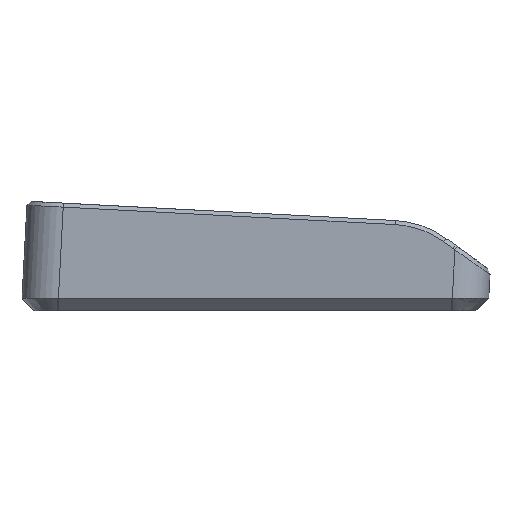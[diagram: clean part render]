
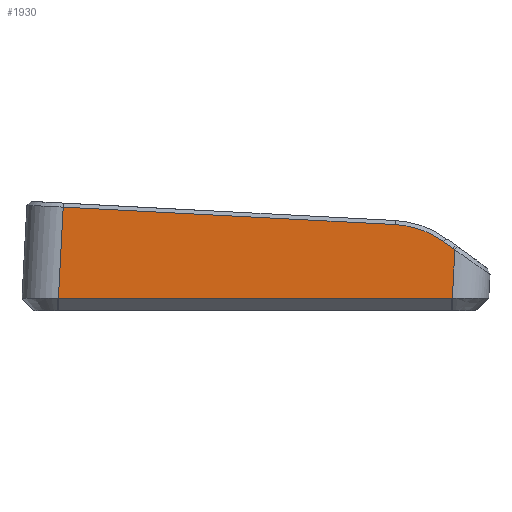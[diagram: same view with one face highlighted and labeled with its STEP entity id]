
A CAD part, left-side view. The second image highlights one B-rep face of the part: STEP entity #1930.
In plain terms, the highlighted planar face has unit normal (-1, 0, 0).
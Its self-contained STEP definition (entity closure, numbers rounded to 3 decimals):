
#39=B_SPLINE_CURVE_WITH_KNOTS('',3,(#3092,#3093,#3094,#3095),
 .UNSPECIFIED.,.F.,.F.,(4,4),(1.553,1.571),
 .UNSPECIFIED.);
#47=B_SPLINE_CURVE_WITH_KNOTS('',3,(#3452,#3453,#3454,#3455),
 .UNSPECIFIED.,.F.,.F.,(4,4),(-1.571,-1.511),
 .UNSPECIFIED.);
#131=PLANE('',#2105);
#242=FACE_OUTER_BOUND('',#360,.T.);
#360=EDGE_LOOP('',(#1776,#1777,#1778,#1779,#1780,#1781,#1782,#1783));
#455=LINE('',#3071,#643);
#464=LINE('',#3148,#652);
#519=LINE('',#3304,#707);
#523=LINE('',#3316,#711);
#542=LINE('',#3487,#730);
#643=VECTOR('',#2334,10.);
#652=VECTOR('',#2359,10.);
#707=VECTOR('',#2534,10.);
#711=VECTOR('',#2546,10.);
#730=VECTOR('',#2591,10.);
#797=CIRCLE('',#2082,22.5);
#894=VERTEX_POINT('',#3024);
#896=VERTEX_POINT('',#3064);
#899=VERTEX_POINT('',#3069);
#911=VERTEX_POINT('',#3147);
#952=VERTEX_POINT('',#3301);
#953=VERTEX_POINT('',#3306);
#955=VERTEX_POINT('',#3312);
#963=VERTEX_POINT('',#3368);
#1105=EDGE_CURVE('',#899,#896,#455,.T.);
#1107=EDGE_CURVE('',#894,#899,#39,.T.);
#1123=EDGE_CURVE('',#911,#896,#464,.T.);
#1201=EDGE_CURVE('',#911,#952,#519,.T.);
#1204=EDGE_CURVE('',#952,#953,#797,.T.);
#1207=EDGE_CURVE('',#953,#955,#523,.T.);
#1230=EDGE_CURVE('',#955,#963,#47,.T.);
#1236=EDGE_CURVE('',#963,#894,#542,.T.);
#1776=ORIENTED_EDGE('',*,*,#1107,.F.);
#1777=ORIENTED_EDGE('',*,*,#1236,.F.);
#1778=ORIENTED_EDGE('',*,*,#1230,.F.);
#1779=ORIENTED_EDGE('',*,*,#1207,.F.);
#1780=ORIENTED_EDGE('',*,*,#1204,.F.);
#1781=ORIENTED_EDGE('',*,*,#1201,.F.);
#1782=ORIENTED_EDGE('',*,*,#1123,.T.);
#1783=ORIENTED_EDGE('',*,*,#1105,.F.);
#1930=ADVANCED_FACE('',(#242),#131,.T.);
#2082=AXIS2_PLACEMENT_3D('',#3310,#2540,#2541);
#2105=AXIS2_PLACEMENT_3D('',#3503,#2615,#2616);
#2334=DIRECTION('',(0.,1.,0.));
#2359=DIRECTION('',(0.,0.052,-0.999));
#2534=DIRECTION('',(0.,-0.999,-0.052));
#2540=DIRECTION('center_axis',(1.,0.,0.));
#2541=DIRECTION('ref_axis',(0.,-0.332,0.943));
#2546=DIRECTION('',(0.,-0.811,-0.585));
#2591=DIRECTION('',(0.,0.052,-0.999));
#2615=DIRECTION('center_axis',(-1.,0.,0.));
#2616=DIRECTION('ref_axis',(0.,-0.999,-0.052));
#3024=CARTESIAN_POINT('',(-7.5,-98.848,3.004));
#3064=CARTESIAN_POINT('',(-7.5,-1.354,3.004));
#3069=CARTESIAN_POINT('',(-7.5,-98.69,3.004));
#3071=CARTESIAN_POINT('',(-7.5,-21.222,3.004));
#3092=CARTESIAN_POINT('Ctrl Pts',(-7.5,-98.848,3.004));
#3093=CARTESIAN_POINT('Ctrl Pts',(-7.5,-98.795,3.004));
#3094=CARTESIAN_POINT('Ctrl Pts',(-7.5,-98.743,3.004));
#3095=CARTESIAN_POINT('Ctrl Pts',(-7.5,-98.69,3.004));
#3147=CARTESIAN_POINT('',(-7.5,-2.539,25.603));
#3148=CARTESIAN_POINT('',(-7.5,-1.489,5.571));
#3301=CARTESIAN_POINT('',(-7.5,-84.709,21.297));
#3304=CARTESIAN_POINT('',(-7.5,-18.067,24.789));
#3306=CARTESIAN_POINT('',(-7.5,-96.694,17.076));
#3310=CARTESIAN_POINT('Origin',(-7.5,-83.531,-1.172));
#3312=CARTESIAN_POINT('',(-7.5,-98.957,15.443));
#3316=CARTESIAN_POINT('',(-7.5,-62.239,41.928));
#3368=CARTESIAN_POINT('',(-7.5,-99.48,15.066));
#3452=CARTESIAN_POINT('Ctrl Pts',(-7.5,-98.957,15.443));
#3453=CARTESIAN_POINT('Ctrl Pts',(-7.5,-99.131,15.318));
#3454=CARTESIAN_POINT('Ctrl Pts',(-7.5,-99.305,15.192));
#3455=CARTESIAN_POINT('Ctrl Pts',(-7.5,-99.48,15.066));
#3487=CARTESIAN_POINT('',(-7.5,-98.715,0.475));
#3503=CARTESIAN_POINT('Origin',(-7.5,7.499,6.042));
